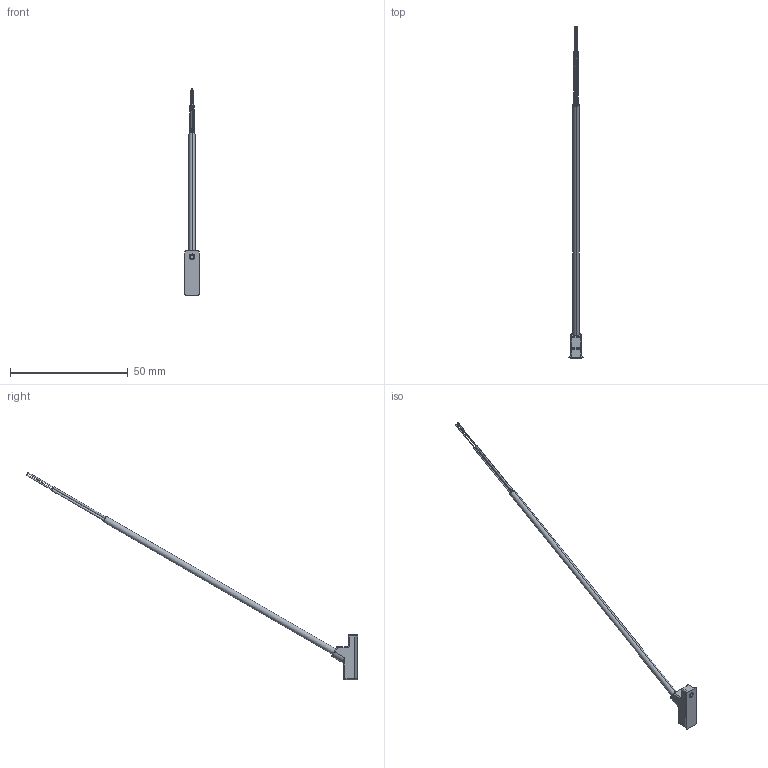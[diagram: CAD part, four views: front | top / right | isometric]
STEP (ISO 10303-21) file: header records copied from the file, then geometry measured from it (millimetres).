
FILE_DESCRIPTION (( 'STEP AP214' ), '1' );
FILE_NAME ('CPS9D-AN-A.STEP', '2015-02-18T19:46:16', ( '' ), ( '' ), 'SwSTEP 2.0', 'SolidWorks 2014', '' );
FILE_SCHEMA (( 'AUTOMOTIVE_DESIGN' ));
Length unit declared in the file: inch
Products named in the file (1): CPS9D-AN-A
Bounding box: 6 x 140.6 x 87.87 mm (x, y, z)
Volume: 1246.1 mm3; surface area: 1703.1 mm2
Topology: 1 solids, 1 shells, 83 faces, 190 edges, 112 vertices
Faces by surface type: cylinder 39, plane 24, cone 7, sphere 6, torus 4, bspline 3
Entity records: 3599 total; most frequent: CARTESIAN_POINT 679, DIRECTION 405, ORIENTED_EDGE 368, EDGE_CURVE 184, AXIS2_PLACEMENT_3D 164, VERTEX_POINT 112, EDGE_LOOP 92, FACE_OUTER_BOUND 83
